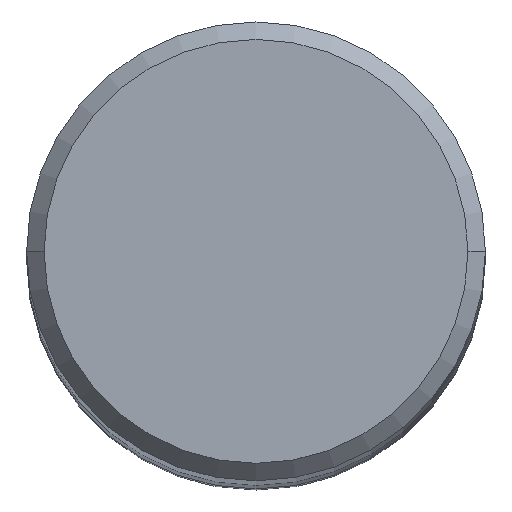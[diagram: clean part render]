
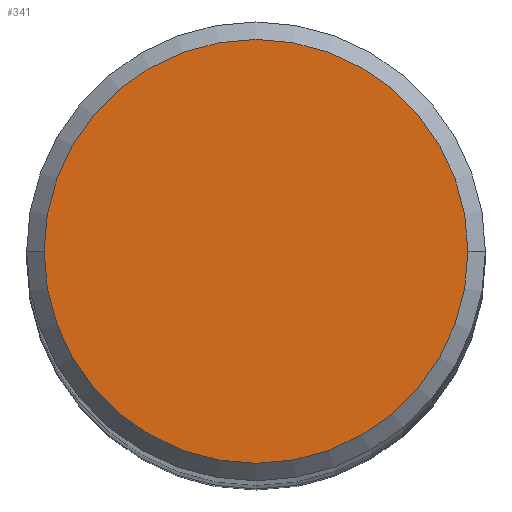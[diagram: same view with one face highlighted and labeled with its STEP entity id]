
A CAD part, top view. The second image highlights one B-rep face of the part: STEP entity #341.
In plain terms, the highlighted planar face has unit normal (0, 0, 1).
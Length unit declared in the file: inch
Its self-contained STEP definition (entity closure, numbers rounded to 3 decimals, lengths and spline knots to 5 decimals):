
#9 = VERTEX_POINT ( 'NONE', #363 ) ;
#30 = DIRECTION ( 'NONE',  ( 1., 0., 0. ) ) ;
#54 = DIRECTION ( 'NONE',  ( 0., 0., 1. ) ) ;
#64 = EDGE_CURVE ( 'NONE', #9, #228, #312, .T. ) ;
#70 = CARTESIAN_POINT ( 'NONE',  ( 0., 0., 4.72441 ) ) ;
#83 = AXIS2_PLACEMENT_3D ( 'NONE', #70, #134, #377 ) ;
#108 = FACE_OUTER_BOUND ( 'NONE', #198, .T. ) ;
#134 = DIRECTION ( 'NONE',  ( 0., 0., 1. ) ) ;
#140 = AXIS2_PLACEMENT_3D ( 'NONE', #225, #311, #30 ) ;
#177 = AXIS2_PLACEMENT_3D ( 'NONE', #246, #54, #179 ) ;
#179 = DIRECTION ( 'NONE',  ( 1., 0., 0. ) ) ;
#193 = CARTESIAN_POINT ( 'NONE',  ( 0.18185, 0., 4.72441 ) ) ;
#198 = EDGE_LOOP ( 'NONE', ( #378, #241 ) ) ;
#213 = EDGE_CURVE ( 'NONE', #228, #9, #250, .T. ) ;
#225 = CARTESIAN_POINT ( 'NONE',  ( 0., 0., 4.72441 ) ) ;
#228 = VERTEX_POINT ( 'NONE', #193 ) ;
#241 = ORIENTED_EDGE ( 'NONE', *, *, #213, .T. ) ;
#246 = CARTESIAN_POINT ( 'NONE',  ( 0., 0., 4.72441 ) ) ;
#250 = CIRCLE ( 'NONE', #140, 0.18185 ) ;
#311 = DIRECTION ( 'NONE',  ( 0., 0., 1. ) ) ;
#312 = CIRCLE ( 'NONE', #177, 0.18185 ) ;
#316 = PLANE ( 'NONE',  #83 ) ;
#341 = ADVANCED_FACE ( 'NONE', ( #108 ), #316, .T. ) ;
#363 = CARTESIAN_POINT ( 'NONE',  ( -0.18185, 0., 4.72441 ) ) ;
#377 = DIRECTION ( 'NONE',  ( 1., 0., 0. ) ) ;
#378 = ORIENTED_EDGE ( 'NONE', *, *, #64, .T. ) ;
